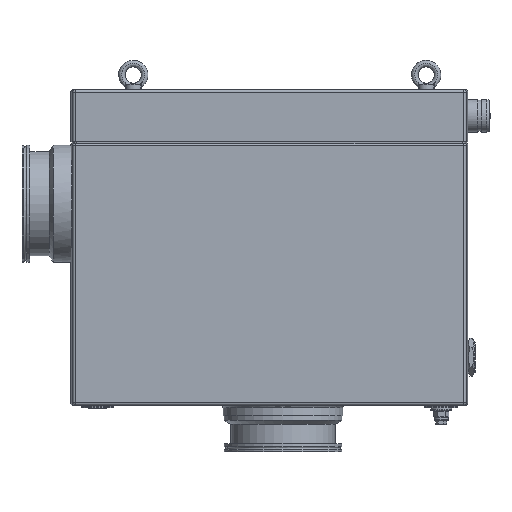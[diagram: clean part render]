
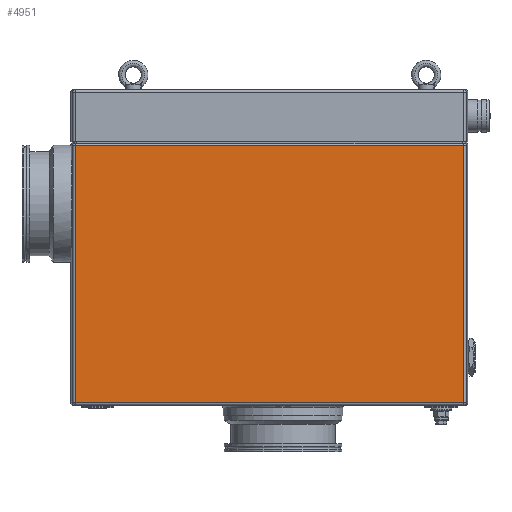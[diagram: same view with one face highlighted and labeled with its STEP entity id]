
A CAD part, front view. The second image highlights one B-rep face of the part: STEP entity #4951.
In plain terms, the highlighted planar face has unit normal (0, -1, 0).
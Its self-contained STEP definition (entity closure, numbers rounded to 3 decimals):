
#4501=CARTESIAN_POINT('',(-260.776,-160.037,233.5));
#4502=VERTEX_POINT('',#4501);
#4573=CARTESIAN_POINT('',(335.776,-160.037,233.5));
#4574=VERTEX_POINT('',#4573);
#4607=CARTESIAN_POINT('',(-260.776,-160.037,233.5));
#4608=DIRECTION('',(1.0,0.0,0.0));
#4609=VECTOR('',#4608,596.553);
#4610=LINE('',#4607,#4609);
#4611=EDGE_CURVE('',#4502,#4574,#4610,.T.);
#4909=CARTESIAN_POINT('',(335.776,-160.037,-162.5));
#4910=VERTEX_POINT('',#4909);
#4911=CARTESIAN_POINT('',(335.776,-160.037,233.5));
#4912=DIRECTION('',(0.0,0.0,-1.0));
#4913=VECTOR('',#4912,396.);
#4914=LINE('',#4911,#4913);
#4915=EDGE_CURVE('',#4574,#4910,#4914,.T.);
#4928=CARTESIAN_POINT('',(-264.707,-160.037,237.5));
#4929=DIRECTION('',(0.0,-1.0,0.0));
#4930=DIRECTION('',(0.0,0.0,-1.0));
#4931=AXIS2_PLACEMENT_3D('',#4928,#4929,#4930);
#4932=PLANE('',#4931);
#4933=ORIENTED_EDGE('',*,*,#4611,.F.);
#4934=CARTESIAN_POINT('',(-260.776,-160.037,-162.5));
#4935=VERTEX_POINT('',#4934);
#4936=CARTESIAN_POINT('',(-260.776,-160.037,-162.5));
#4937=DIRECTION('',(0.0,0.0,1.0));
#4938=VECTOR('',#4937,396.);
#4939=LINE('',#4936,#4938);
#4940=EDGE_CURVE('',#4935,#4502,#4939,.T.);
#4941=ORIENTED_EDGE('',*,*,#4940,.F.);
#4942=CARTESIAN_POINT('',(335.776,-160.037,-162.5));
#4943=DIRECTION('',(-1.0,0.0,0.0));
#4944=VECTOR('',#4943,596.553);
#4945=LINE('',#4942,#4944);
#4946=EDGE_CURVE('',#4910,#4935,#4945,.T.);
#4947=ORIENTED_EDGE('',*,*,#4946,.F.);
#4948=ORIENTED_EDGE('',*,*,#4915,.F.);
#4949=EDGE_LOOP('',(#4933,#4941,#4947,#4948));
#4950=FACE_OUTER_BOUND('',#4949,.T.);
#4951=ADVANCED_FACE('',(#4950),#4932,.T.);
